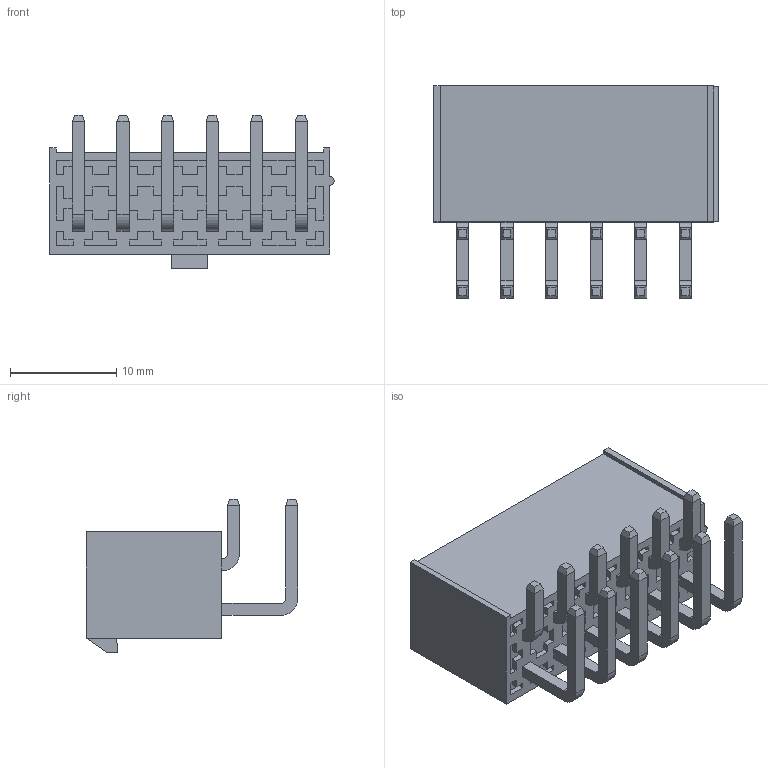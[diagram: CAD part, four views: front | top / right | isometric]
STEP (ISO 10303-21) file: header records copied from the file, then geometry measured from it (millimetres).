
FILE_DESCRIPTION( ('This file contains a STEP AP42 implementation' ,'as created by ZW3D STEP Interface translator.') ,'2;1' );
FILE_NAME( 'WF4202-2WR06XXWA1.stp' ,'231031.115353', (''), ('ZWCAD Software Co.'), 'Version 1.0', 'ZW3D to STEP translator', '' );
FILE_SCHEMA(('AUTOMOTIVE_DESIGN { 1 0 10303 214 1 1 1 1 }'));
Length unit declared in the file: millimetre
Products named in the file (2): 0; WF4202-2WR06XXWA1
Bounding box: 26.8 x 19.97 x 14.5 mm (x, y, z)
Volume: 2126.6 mm3; surface area: 3979.2 mm2
Topology: 1 solids, 1 shells, 614 faces, 1507 edges, 952 vertices
Faces by surface type: plane 589, cylinder 25
Entity records: 18181 total; most frequent: CARTESIAN_POINT 3074, ORIENTED_EDGE 3014, DIRECTION 2787, EDGE_CURVE 1507, VECTOR 1457, LINE 1457, VERTEX_POINT 952, EDGE_LOOP 671
